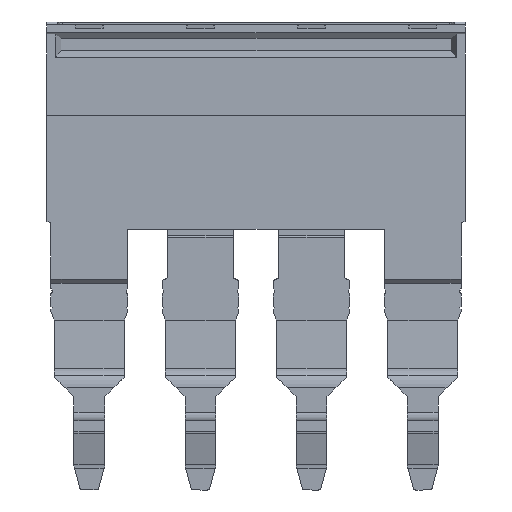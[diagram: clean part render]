
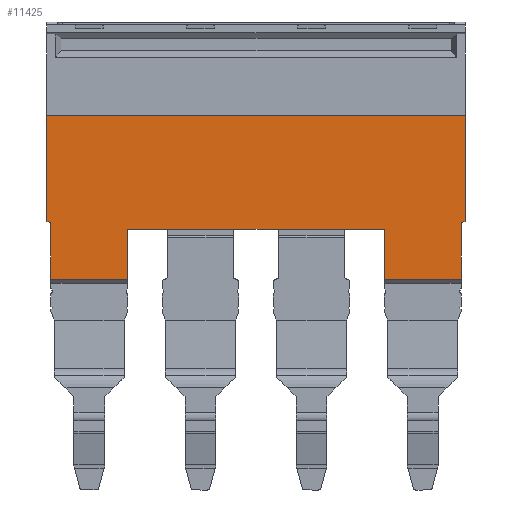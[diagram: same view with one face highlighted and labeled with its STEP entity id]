
A CAD part, front view. The second image highlights one B-rep face of the part: STEP entity #11425.
In plain terms, the highlighted planar face has unit normal (0, -1, 0).
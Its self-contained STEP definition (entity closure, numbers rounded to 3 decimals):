
#11318=AXIS2_PLACEMENT_3D('Plane Axis2P3D',#11315,#11316,#11317) ;
#11350=AXIS2_PLACEMENT_3D('Circle Axis2P3D',#11348,#11349,$) ;
#11406=AXIS2_PLACEMENT_3D('Circle Axis2P3D',#11404,#11405,$) ;
#11279=CARTESIAN_POINT('Line Origine',(0.05,0.4,19.54)) ;
#11283=CARTESIAN_POINT('Vertex',(0.1,0.4,19.54)) ;
#11285=CARTESIAN_POINT('Vertex',(0.,0.4,19.54)) ;
#11315=CARTESIAN_POINT('Axis2P3D Location',(3.1,0.4,27.311)) ;
#11320=CARTESIAN_POINT('Line Origine',(30.45,0.4,19.54)) ;
#11324=CARTESIAN_POINT('Vertex',(30.5,0.4,19.54)) ;
#11326=CARTESIAN_POINT('Vertex',(30.4,0.4,19.54)) ;
#11329=CARTESIAN_POINT('Line Origine',(30.5,0.4,23.426)) ;
#11333=CARTESIAN_POINT('Vertex',(30.5,0.4,27.311)) ;
#11336=CARTESIAN_POINT('Line Origine',(15.25,0.4,27.311)) ;
#11340=CARTESIAN_POINT('Vertex',(0.,0.4,27.311)) ;
#11343=CARTESIAN_POINT('Line Origine',(0.,0.4,23.426)) ;
#11348=CARTESIAN_POINT('Axis2P3D Location',(0.1,0.4,19.34)) ;
#11352=CARTESIAN_POINT('Vertex',(0.3,0.4,19.34)) ;
#11355=CARTESIAN_POINT('Line Origine',(0.3,0.4,17.351)) ;
#11359=CARTESIAN_POINT('Vertex',(0.3,0.4,15.361)) ;
#11362=CARTESIAN_POINT('Line Origine',(3.1,0.4,15.361)) ;
#11366=CARTESIAN_POINT('Vertex',(5.9,0.4,15.361)) ;
#11369=CARTESIAN_POINT('Line Origine',(5.9,0.4,17.186)) ;
#11373=CARTESIAN_POINT('Vertex',(5.9,0.4,19.01)) ;
#11376=CARTESIAN_POINT('Line Origine',(15.25,0.4,19.01)) ;
#11380=CARTESIAN_POINT('Vertex',(24.6,0.4,19.01)) ;
#11383=CARTESIAN_POINT('Line Origine',(24.6,0.4,17.186)) ;
#11387=CARTESIAN_POINT('Vertex',(24.6,0.4,15.361)) ;
#11390=CARTESIAN_POINT('Line Origine',(27.4,0.4,15.361)) ;
#11394=CARTESIAN_POINT('Vertex',(30.2,0.4,15.361)) ;
#11397=CARTESIAN_POINT('Line Origine',(30.2,0.4,17.351)) ;
#11401=CARTESIAN_POINT('Vertex',(30.2,0.4,19.34)) ;
#11404=CARTESIAN_POINT('Axis2P3D Location',(30.4,0.4,19.34)) ;
#11280=DIRECTION('Vector Direction',(1.,0.,0.)) ;
#11316=DIRECTION('Axis2P3D Direction',(0.,1.,0.)) ;
#11317=DIRECTION('Axis2P3D XDirection',(0.,0.,-1.)) ;
#11321=DIRECTION('Vector Direction',(-1.,0.,0.)) ;
#11330=DIRECTION('Vector Direction',(0.,0.,-1.)) ;
#11337=DIRECTION('Vector Direction',(1.,0.,0.)) ;
#11344=DIRECTION('Vector Direction',(0.,0.,-1.)) ;
#11349=DIRECTION('Axis2P3D Direction',(0.,1.,0.)) ;
#11356=DIRECTION('Vector Direction',(0.,0.,1.)) ;
#11363=DIRECTION('Vector Direction',(-1.,0.,0.)) ;
#11370=DIRECTION('Vector Direction',(0.,0.,1.)) ;
#11377=DIRECTION('Vector Direction',(1.,0.,0.)) ;
#11384=DIRECTION('Vector Direction',(0.,0.,1.)) ;
#11391=DIRECTION('Vector Direction',(1.,0.,0.)) ;
#11398=DIRECTION('Vector Direction',(0.,0.,1.)) ;
#11405=DIRECTION('Axis2P3D Direction',(0.,1.,0.)) ;
#11281=VECTOR('Line Direction',#11280,1.) ;
#11322=VECTOR('Line Direction',#11321,1.) ;
#11331=VECTOR('Line Direction',#11330,1.) ;
#11338=VECTOR('Line Direction',#11337,1.) ;
#11345=VECTOR('Line Direction',#11344,1.) ;
#11357=VECTOR('Line Direction',#11356,1.) ;
#11364=VECTOR('Line Direction',#11363,1.) ;
#11371=VECTOR('Line Direction',#11370,1.) ;
#11378=VECTOR('Line Direction',#11377,1.) ;
#11385=VECTOR('Line Direction',#11384,1.) ;
#11392=VECTOR('Line Direction',#11391,1.) ;
#11399=VECTOR('Line Direction',#11398,1.) ;
#11410=ORIENTED_EDGE('',*,*,#11328,.F.) ;
#11411=ORIENTED_EDGE('',*,*,#11335,.F.) ;
#11412=ORIENTED_EDGE('',*,*,#11342,.F.) ;
#11413=ORIENTED_EDGE('',*,*,#11347,.T.) ;
#11414=ORIENTED_EDGE('',*,*,#11287,.F.) ;
#11415=ORIENTED_EDGE('',*,*,#11354,.T.) ;
#11416=ORIENTED_EDGE('',*,*,#11361,.F.) ;
#11417=ORIENTED_EDGE('',*,*,#11368,.F.) ;
#11418=ORIENTED_EDGE('',*,*,#11375,.T.) ;
#11419=ORIENTED_EDGE('',*,*,#11382,.T.) ;
#11420=ORIENTED_EDGE('',*,*,#11389,.F.) ;
#11421=ORIENTED_EDGE('',*,*,#11396,.T.) ;
#11422=ORIENTED_EDGE('',*,*,#11403,.T.) ;
#11423=ORIENTED_EDGE('',*,*,#11408,.F.) ;
#11425=ADVANCED_FACE('Hauptk\X2\00F6\X0\rper',(#11424),#11319,.F.) ;
#11351=CIRCLE('generated circle',#11350,0.2) ;
#11407=CIRCLE('generated circle',#11406,0.2) ;
#11287=EDGE_CURVE('',#11284,#11286,#11282,.F.) ;
#11328=EDGE_CURVE('',#11325,#11327,#11323,.T.) ;
#11335=EDGE_CURVE('',#11334,#11325,#11332,.T.) ;
#11342=EDGE_CURVE('',#11341,#11334,#11339,.T.) ;
#11347=EDGE_CURVE('',#11341,#11286,#11346,.T.) ;
#11354=EDGE_CURVE('',#11284,#11353,#11351,.T.) ;
#11361=EDGE_CURVE('',#11360,#11353,#11358,.T.) ;
#11368=EDGE_CURVE('',#11367,#11360,#11365,.T.) ;
#11375=EDGE_CURVE('',#11367,#11374,#11372,.T.) ;
#11382=EDGE_CURVE('',#11374,#11381,#11379,.T.) ;
#11389=EDGE_CURVE('',#11388,#11381,#11386,.T.) ;
#11396=EDGE_CURVE('',#11388,#11395,#11393,.T.) ;
#11403=EDGE_CURVE('',#11395,#11402,#11400,.T.) ;
#11408=EDGE_CURVE('',#11327,#11402,#11407,.F.) ;
#11409=EDGE_LOOP('',(#11410,#11411,#11412,#11413,#11414,#11415,#11416,#11417,#11418,#11419,#11420,#11421,#11422,#11423)) ;
#11424=FACE_OUTER_BOUND('',#11409,.T.) ;
#11282=LINE('Line',#11279,#11281) ;
#11323=LINE('Line',#11320,#11322) ;
#11332=LINE('Line',#11329,#11331) ;
#11339=LINE('Line',#11336,#11338) ;
#11346=LINE('Line',#11343,#11345) ;
#11358=LINE('Line',#11355,#11357) ;
#11365=LINE('Line',#11362,#11364) ;
#11372=LINE('Line',#11369,#11371) ;
#11379=LINE('Line',#11376,#11378) ;
#11386=LINE('Line',#11383,#11385) ;
#11393=LINE('Line',#11390,#11392) ;
#11400=LINE('Line',#11397,#11399) ;
#11319=PLANE('',#11318) ;
#11284=VERTEX_POINT('',#11283) ;
#11286=VERTEX_POINT('',#11285) ;
#11325=VERTEX_POINT('',#11324) ;
#11327=VERTEX_POINT('',#11326) ;
#11334=VERTEX_POINT('',#11333) ;
#11341=VERTEX_POINT('',#11340) ;
#11353=VERTEX_POINT('',#11352) ;
#11360=VERTEX_POINT('',#11359) ;
#11367=VERTEX_POINT('',#11366) ;
#11374=VERTEX_POINT('',#11373) ;
#11381=VERTEX_POINT('',#11380) ;
#11388=VERTEX_POINT('',#11387) ;
#11395=VERTEX_POINT('',#11394) ;
#11402=VERTEX_POINT('',#11401) ;
